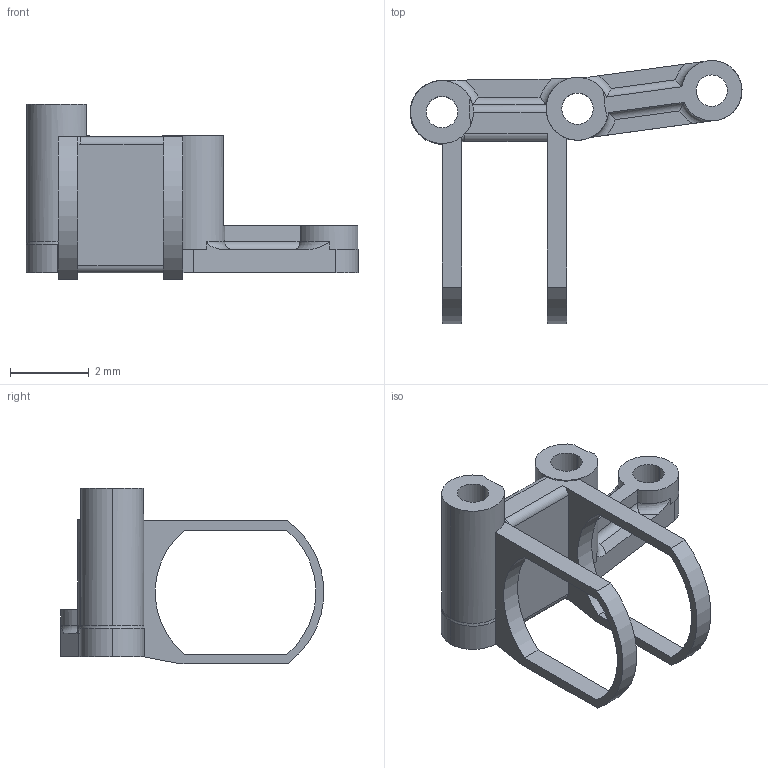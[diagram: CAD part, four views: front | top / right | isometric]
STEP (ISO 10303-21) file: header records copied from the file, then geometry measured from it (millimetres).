
FILE_DESCRIPTION (( 'STEP AP214' ), '1' );
FILE_NAME ('Support_moteur_3stages_v5.STEP', '2022-02-16T08:35:49', ( '' ), ( '' ), 'SwSTEP 2.0', 'SolidWorks 2018', '' );
FILE_SCHEMA (( 'AUTOMOTIVE_DESIGN' ));
Length unit declared in the file: millimetre
Products named in the file (1): Support_moteur_3stages_v5
Bounding box: 8.45 x 6.7 x 4.48 mm (x, y, z)
Volume: 27.9 mm3; surface area: 138.2 mm2
Topology: 1 solids, 1 shells, 74 faces, 208 edges, 136 vertices
Faces by surface type: plane 37, cylinder 30, torus 6, bspline 1
Entity records: 2536 total; most frequent: CARTESIAN_POINT 548, ORIENTED_EDGE 416, DIRECTION 407, EDGE_CURVE 208, AXIS2_PLACEMENT_3D 147, VERTEX_POINT 136, LINE 113, VECTOR 113
